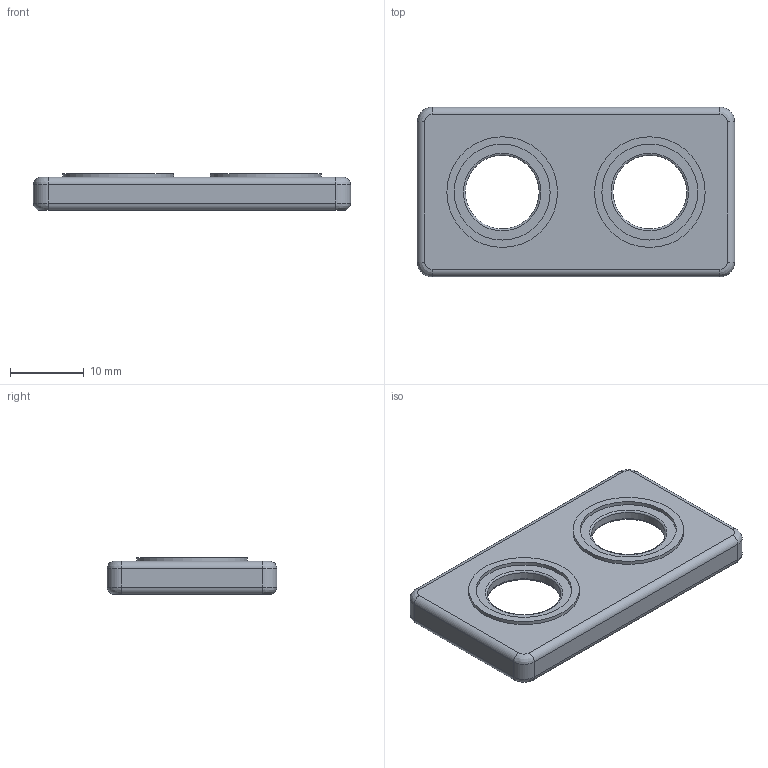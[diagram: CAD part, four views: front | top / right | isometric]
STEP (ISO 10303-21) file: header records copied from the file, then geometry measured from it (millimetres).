
FILE_DESCRIPTION(/* description */ (''),/* implementation_level */ '2;1');
FILE_NAME(/* name */ 'top_case.step',/* time_stamp */ '2025-06-19T21:53:07+12:00',/* author */ (''),/* organization */ (''),/* preprocessor_version */ 'ST-DEVELOPER v20.1',/* originating_system */ 'Autodesk Translation Framework v14.10.0.0',/* authorisation */ '');
FILE_SCHEMA (('AUTOMOTIVE_DESIGN { 1 0 10303 214 3 1 1 }'));
Length unit declared in the file: millimetre
Products named in the file (1): Top Case
Bounding box: 43 x 23 x 5 mm (x, y, z)
Volume: 1966.7 mm3; surface area: 2636 mm2
Topology: 1 solids, 1 shells, 49 faces, 108 edges, 66 vertices
Faces by surface type: cylinder 22, plane 15, bspline 8, torus 4
Full cylindrical faces by diameter (mm): 10 x2, 13 x2, 15 x2
Entity records: 1433 total; most frequent: CARTESIAN_POINT 288, DIRECTION 254, ORIENTED_EDGE 216, EDGE_CURVE 108, AXIS2_PLACEMENT_3D 104, VERTEX_POINT 66, CIRCLE 62, EDGE_LOOP 58
